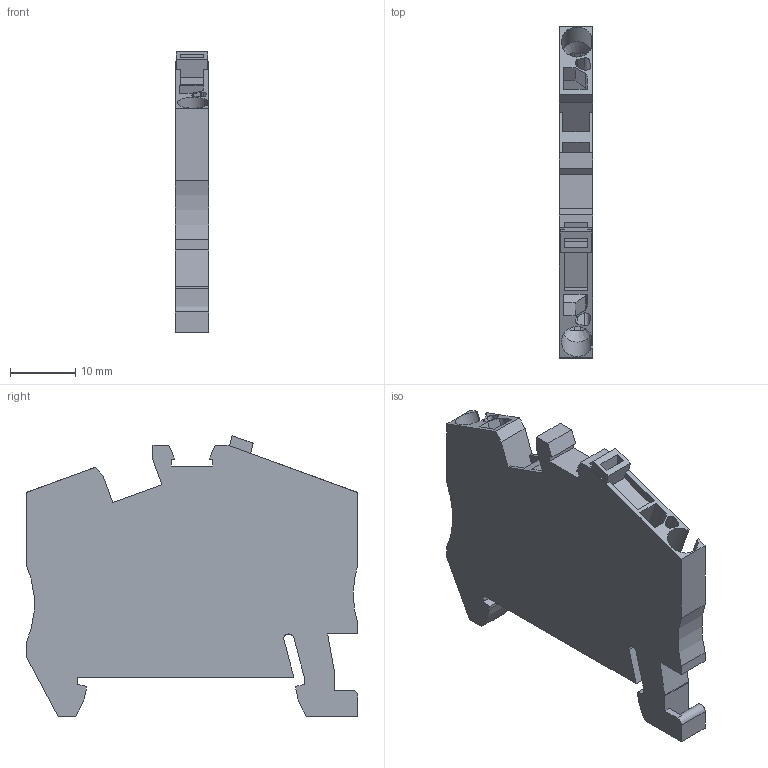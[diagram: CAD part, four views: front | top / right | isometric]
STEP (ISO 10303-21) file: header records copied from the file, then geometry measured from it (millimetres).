
FILE_DESCRIPTION(('Creo Elements/Direct Modeling STEP Export'),'2;1');
FILE_NAME('model.stp','2018-05-28T16:01:43',(''),(''),'Creo Elements/Direct Modeling STEP processor for AP214 (Solid Model)','Creo Elements/Direct Modeling 18.1I 14-Aug-2016 (C) Parametric Technology GmbH','');
FILE_SCHEMA(('AUTOMOTIVE_DESIGN { 1 0 10303 214 1 1 1 1 }'));
Length unit declared in the file: millimetre
Products named in the file (2): STS25-MT-Select
Assembly tree (1 placements, depth 2):
  STS25-MT-Select
    STS25-MT-Select
Bounding box: 5.15 x 50.8 x 42.97 mm (x, y, z)
Volume: 7304 mm3; surface area: 5531.8 mm2
Topology: 1 solids, 1 shells, 172 faces, 484 edges, 319 vertices
Faces by surface type: plane 131, cylinder 35, cone 6
Entity records: 8194 total; most frequent: CARTESIAN_POINT 2332, ORIENTED_EDGE 968, DIRECTION 864, EDGE_CURVE 484, VECTOR 376, LINE 376, VERTEX_POINT 319, AXIS2_PLACEMENT_3D 244
